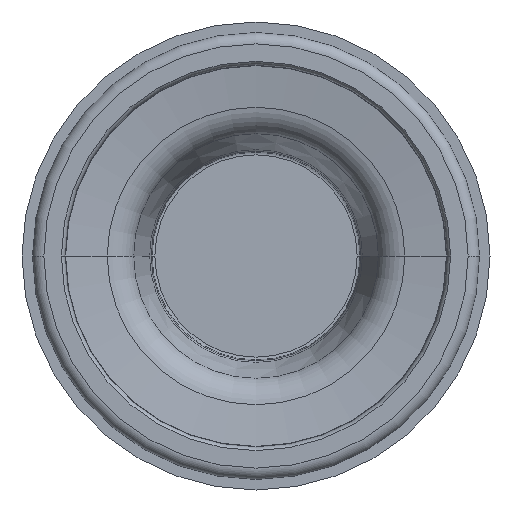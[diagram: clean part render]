
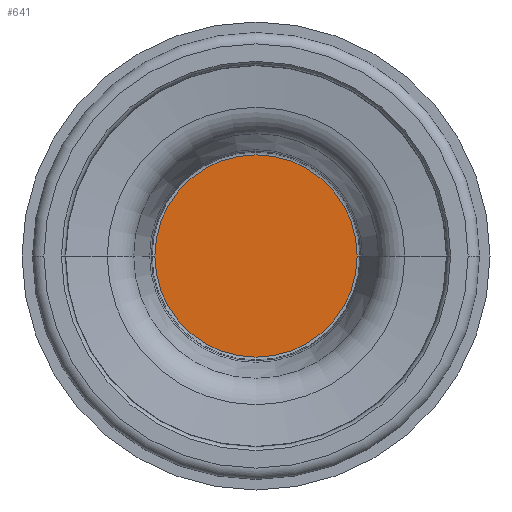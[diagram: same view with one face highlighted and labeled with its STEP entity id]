
A CAD part, front view. The second image highlights one B-rep face of the part: STEP entity #641.
In plain terms, the highlighted planar face has unit normal (0, -1, 0).
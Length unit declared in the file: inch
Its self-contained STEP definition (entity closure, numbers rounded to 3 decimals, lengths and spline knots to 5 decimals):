
#52=CARTESIAN_POINT('',(0.,1.036,0.));
#53=DIRECTION('',(0.,1.,0.));
#54=DIRECTION('',(-1.,0.,0.));
#55=AXIS2_PLACEMENT_3D('',#52,#53,#54);
#57=CARTESIAN_POINT('',(0.,1.036,0.));
#58=DIRECTION('',(0.,-1.,0.));
#59=DIRECTION('',(-1.,0.,0.));
#60=AXIS2_PLACEMENT_3D('',#57,#58,#59);
#412=CARTESIAN_POINT('',(-0.69676,1.036,0.));
#413=VERTEX_POINT('',#412);
#454=CARTESIAN_POINT('',(0.69676,1.036,0.));
#455=VERTEX_POINT('',#454);
#631=CARTESIAN_POINT('',(0.,1.036,0.));
#632=DIRECTION('',(0.,-1.,0.));
#633=DIRECTION('',(-1.,0.,0.));
#634=AXIS2_PLACEMENT_3D('',#631,#632,#633);
#635=PLANE('',#634);
#637=ORIENTED_EDGE('',*,*,#636,.T.);
#638=ORIENTED_EDGE('',*,*,#623,.F.);
#639=EDGE_LOOP('',(#637,#638));
#640=FACE_OUTER_BOUND('',#639,.F.);
#641=ADVANCED_FACE('',(#640),#635,.T.);
#56=CIRCLE('',#55,0.69676);
#61=CIRCLE('',#60,0.69676);
#623=EDGE_CURVE('',#413,#455,#61,.T.);
#636=EDGE_CURVE('',#413,#455,#56,.T.);
